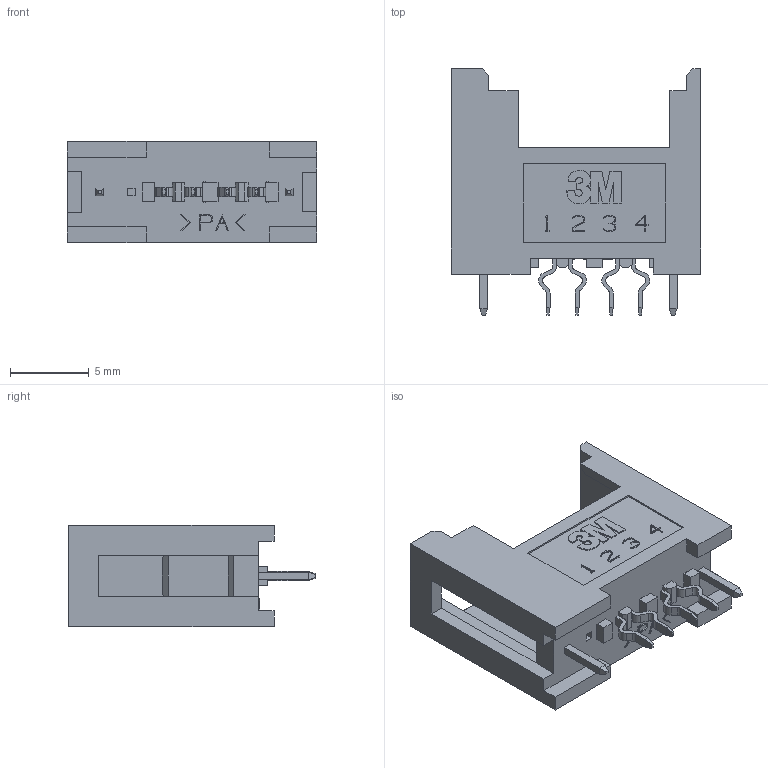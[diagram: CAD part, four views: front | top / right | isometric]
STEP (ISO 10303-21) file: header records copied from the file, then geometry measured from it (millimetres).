
FILE_DESCRIPTION(/* description */ (''),/* implementation_level */ '2;1');
FILE_NAME(/* name */ '37204-62A3-004 PL_step.stp',/* time_stamp */ '2008-06-12T10:24:21-05:00',/* author */ (''),/* organization */ (''),/* preprocessor_version */ 'ST-DEVELOPER v11',/* originating_system */ 'UGS - NX 5.0',/* authorisation */ '');
FILE_SCHEMA (('CONFIG_CONTROL_DESIGN'));
Length unit declared in the file: millimetre
Products named in the file (1): 37204-62A3-004 PL_3Dnon-parm
Bounding box: 15.8 x 15.6 x 6.4 mm (x, y, z)
Volume: 514.9 mm3; surface area: 1112.2 mm2
Topology: 1 solids, 5 shells, 466 faces, 1236 edges, 804 vertices
Faces by surface type: plane 428, cylinder 32, extrusion 6
Entity records: 14468 total; most frequent: CARTESIAN_POINT 2789, ORIENTED_EDGE 2472, DIRECTION 2216, EDGE_CURVE 1236, VECTOR 1166, LINE 1160, VERTEX_POINT 804, AXIS2_PLACEMENT_3D 525
